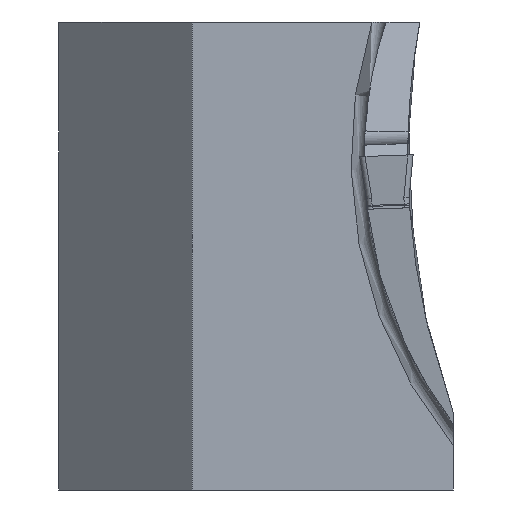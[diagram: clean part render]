
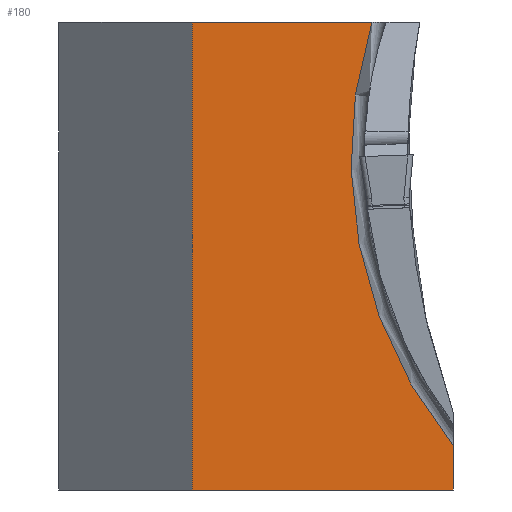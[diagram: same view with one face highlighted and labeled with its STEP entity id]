
A CAD part, left-side view. The second image highlights one B-rep face of the part: STEP entity #180.
In plain terms, the highlighted planar face has unit normal (-1, 0, 0).
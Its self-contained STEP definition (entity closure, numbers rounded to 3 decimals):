
#131=CIRCLE('',#1211,34.);
#180=ADVANCED_FACE('',(#276),#220,.F.);
#220=PLANE('',#1212);
#276=FACE_OUTER_BOUND('',#335,.T.);
#335=EDGE_LOOP('',(#610,#611,#612,#613,#614));
#610=ORIENTED_EDGE('',*,*,#868,.T.);
#611=ORIENTED_EDGE('',*,*,#907,.F.);
#612=ORIENTED_EDGE('',*,*,#893,.T.);
#613=ORIENTED_EDGE('',*,*,#860,.F.);
#614=ORIENTED_EDGE('',*,*,#908,.F.);
#725=VERTEX_POINT('',#1778);
#726=VERTEX_POINT('',#1780);
#732=VERTEX_POINT('',#1794);
#733=VERTEX_POINT('',#1796);
#752=VERTEX_POINT('',#1901);
#860=EDGE_CURVE('',#725,#726,#974,.T.);
#868=EDGE_CURVE('',#733,#732,#982,.T.);
#893=EDGE_CURVE('',#752,#726,#996,.T.);
#907=EDGE_CURVE('',#752,#732,#1007,.T.);
#908=EDGE_CURVE('',#733,#725,#131,.T.);
#974=LINE('',#1779,#1072);
#982=LINE('',#1795,#1080);
#996=LINE('',#1900,#1094);
#1007=LINE('',#1927,#1105);
#1072=VECTOR('',#1439,1.);
#1080=VECTOR('',#1449,1.);
#1094=VECTOR('',#1487,1.);
#1105=VECTOR('',#1516,1.);
#1211=AXIS2_PLACEMENT_3D('',#1928,#1517,#1518);
#1212=AXIS2_PLACEMENT_3D('',#1929,#1519,#1520);
#1439=DIRECTION('',(0.,0.,-1.));
#1449=DIRECTION('',(0.,1.,0.));
#1487=DIRECTION('',(0.,-1.,0.));
#1516=DIRECTION('',(0.,0.,1.));
#1517=DIRECTION('',(-1.,0.,0.));
#1518=DIRECTION('',(0.,0.,-1.));
#1519=DIRECTION('',(1.,0.,0.));
#1520=DIRECTION('',(0.,0.,-1.));
#1778=CARTESIAN_POINT('',(23.,-54.5,-21.687));
#1779=CARTESIAN_POINT('',(23.,-54.5,-19.216));
#1780=CARTESIAN_POINT('',(23.,-54.5,-25.));
#1794=CARTESIAN_POINT('',(23.,-35.,10.));
#1795=CARTESIAN_POINT('',(23.,-25.,10.));
#1796=CARTESIAN_POINT('',(23.,-48.416,10.));
#1900=CARTESIAN_POINT('',(23.,-25.,-25.));
#1901=CARTESIAN_POINT('',(23.,-35.,-25.));
#1927=CARTESIAN_POINT('',(23.,-35.,10.));
#1928=CARTESIAN_POINT('',(23.,-80.85,-0.2));
#1929=CARTESIAN_POINT('',(23.,-80.85,-0.2));
